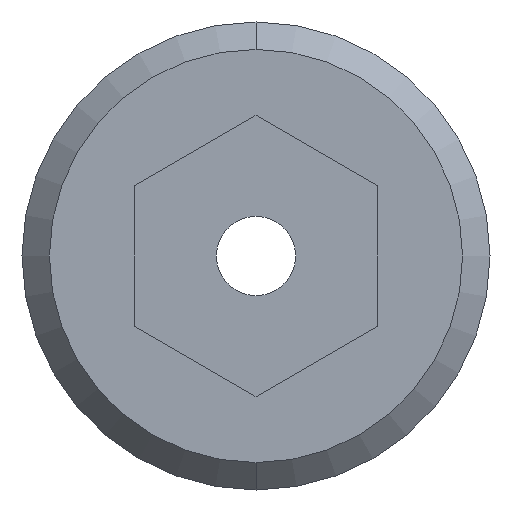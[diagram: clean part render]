
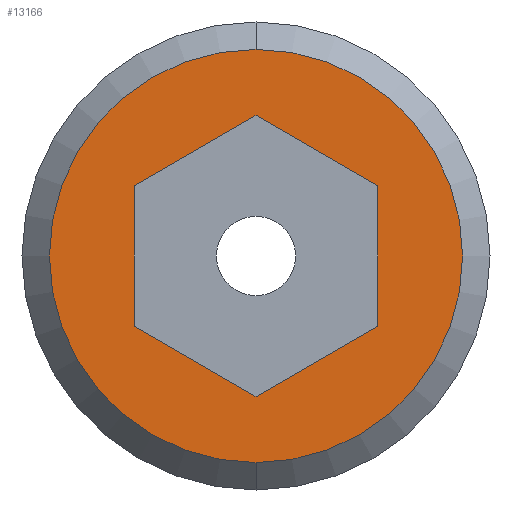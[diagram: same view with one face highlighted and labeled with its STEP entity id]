
A CAD part, left-side view. The second image highlights one B-rep face of the part: STEP entity #13166.
In plain terms, the highlighted planar face has unit normal (-1, 0, 0).
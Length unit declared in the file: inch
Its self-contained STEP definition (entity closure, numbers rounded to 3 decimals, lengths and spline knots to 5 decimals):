
#6248=CARTESIAN_POINT('',(-0.188,0.,0.));
#6249=DIRECTION('',(-1.,0.,0.));
#6250=DIRECTION('',(0.,1.,0.));
#6251=AXIS2_PLACEMENT_3D('',#6248,#6249,#6250);
#6266=DIRECTION('',(0.,0.5,0.866));
#6267=VECTOR('',#6266,0.09238);
#6268=CARTESIAN_POINT('',(-0.188,0.04619,-0.08));
#6269=LINE('',#6268,#6267);
#6270=DIRECTION('',(0.,1.,0.));
#6271=VECTOR('',#6270,0.09238);
#6272=CARTESIAN_POINT('',(-0.188,-0.04619,-0.08));
#6273=LINE('',#6272,#6271);
#6274=DIRECTION('',(0.,0.5,-0.866));
#6275=VECTOR('',#6274,0.09238);
#6276=CARTESIAN_POINT('',(-0.188,-0.09238,0.));
#6277=LINE('',#6276,#6275);
#6278=DIRECTION('',(0.,-0.5,-0.866));
#6279=VECTOR('',#6278,0.09238);
#6280=CARTESIAN_POINT('',(-0.188,-0.04619,0.08));
#6281=LINE('',#6280,#6279);
#6282=DIRECTION('',(0.,-1.,0.));
#6283=VECTOR('',#6282,0.09238);
#6284=CARTESIAN_POINT('',(-0.188,0.04619,0.08));
#6285=LINE('',#6284,#6283);
#6286=DIRECTION('',(0.,-0.5,0.866));
#6287=VECTOR('',#6286,0.09238);
#6288=CARTESIAN_POINT('',(-0.188,0.09238,0.));
#6289=LINE('',#6288,#6287);
#6290=CARTESIAN_POINT('',(-0.188,0.,0.));
#6291=DIRECTION('',(1.,0.,0.));
#6292=DIRECTION('',(0.,1.,0.));
#6293=AXIS2_PLACEMENT_3D('',#6290,#6291,#6292);
#6668=CARTESIAN_POINT('',(-0.188,0.13575,0.));
#6669=CARTESIAN_POINT('',(-0.188,-0.13575,0.));
#6670=VERTEX_POINT('',#6668);
#6671=VERTEX_POINT('',#6669);
#6688=CARTESIAN_POINT('',(-0.188,0.04619,-0.08));
#6689=CARTESIAN_POINT('',(-0.188,0.09238,0.));
#6690=VERTEX_POINT('',#6688);
#6691=VERTEX_POINT('',#6689);
#6692=CARTESIAN_POINT('',(-0.188,-0.04619,-0.08));
#6693=VERTEX_POINT('',#6692);
#6694=CARTESIAN_POINT('',(-0.188,-0.09238,0.));
#6695=VERTEX_POINT('',#6694);
#6696=CARTESIAN_POINT('',(-0.188,-0.04619,0.08));
#6697=VERTEX_POINT('',#6696);
#6698=CARTESIAN_POINT('',(-0.188,0.04619,0.08));
#6699=VERTEX_POINT('',#6698);
#13142=CARTESIAN_POINT('',(-0.188,0.,0.));
#13143=DIRECTION('',(1.,0.,0.));
#13144=DIRECTION('',(0.,-1.,0.));
#13145=AXIS2_PLACEMENT_3D('',#13142,#13143,#13144);
#13146=PLANE('',#13145);
#13147=ORIENTED_EDGE('',*,*,#13132,.F.);
#13149=ORIENTED_EDGE('',*,*,#13148,.T.);
#13150=EDGE_LOOP('',(#13147,#13149));
#13151=FACE_OUTER_BOUND('',#13150,.F.);
#13153=ORIENTED_EDGE('',*,*,#13152,.F.);
#13155=ORIENTED_EDGE('',*,*,#13154,.F.);
#13157=ORIENTED_EDGE('',*,*,#13156,.F.);
#13159=ORIENTED_EDGE('',*,*,#13158,.F.);
#13161=ORIENTED_EDGE('',*,*,#13160,.F.);
#13163=ORIENTED_EDGE('',*,*,#13162,.F.);
#13164=EDGE_LOOP('',(#13153,#13155,#13157,#13159,#13161,#13163));
#13165=FACE_BOUND('',#13164,.F.);
#6252=CIRCLE('',#6251,0.13575);
#6294=CIRCLE('',#6293,0.13575);
#13132=EDGE_CURVE('',#6670,#6671,#6252,.T.);
#13148=EDGE_CURVE('',#6670,#6671,#6294,.T.);
#13152=EDGE_CURVE('',#6690,#6691,#6269,.T.);
#13154=EDGE_CURVE('',#6693,#6690,#6273,.T.);
#13156=EDGE_CURVE('',#6695,#6693,#6277,.T.);
#13158=EDGE_CURVE('',#6697,#6695,#6281,.T.);
#13160=EDGE_CURVE('',#6699,#6697,#6285,.T.);
#13162=EDGE_CURVE('',#6691,#6699,#6289,.T.);
#13166=ADVANCED_FACE('',(#13151,#13165),#13146,.F.);
